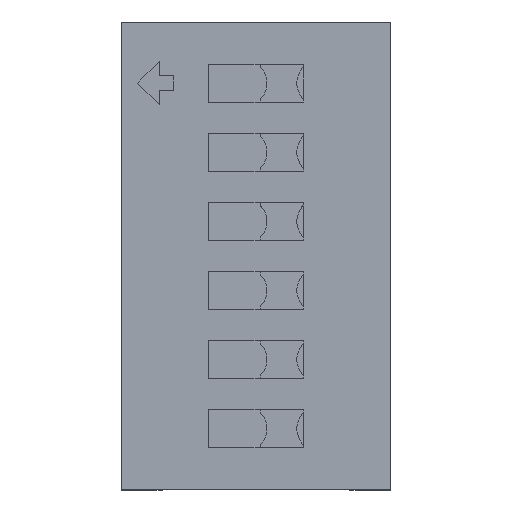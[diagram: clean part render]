
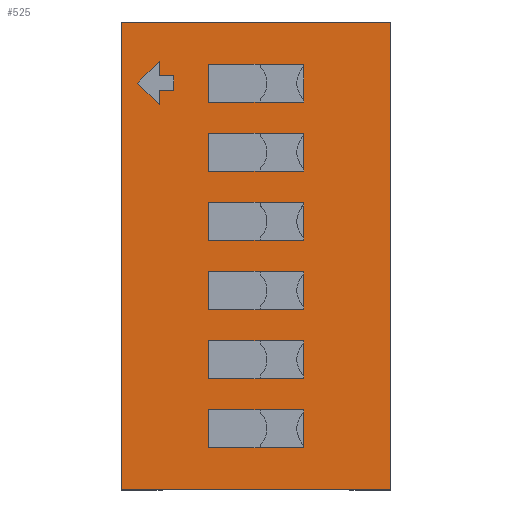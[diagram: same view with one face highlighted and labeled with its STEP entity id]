
A CAD part, top view. The second image highlights one B-rep face of the part: STEP entity #525.
In plain terms, the highlighted planar face has unit normal (0, 0, 1).
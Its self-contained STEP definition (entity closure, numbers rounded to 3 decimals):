
#27=VECTOR('',#28,1.);
#28=DIRECTION('',(-1.,0.,0.));
#46=DIRECTION('',(0.,-1.,0.));
#56=VECTOR('',#46,1.);
#70=DIRECTION('',(0.,0.,-1.));
#76=VERTEX_POINT('',#77);
#77=CARTESIAN_POINT('',(-1.14,2.245,3.));
#80=EDGE_CURVE('',#76,#81,#83,.T.);
#81=VERTEX_POINT('',#82);
#82=CARTESIAN_POINT('',(-1.14,-14.945,3.));
#83=LINE('',#77,#56);
#103=DIRECTION('',(1.,0.,0.));
#113=VECTOR('',#114,1.);
#114=DIRECTION('',(0.,1.,0.));
#120=VECTOR('',#103,1.);
#458=VERTEX_POINT('',#459);
#459=CARTESIAN_POINT('',(8.76,2.245,3.));
#462=EDGE_CURVE('',#458,#76,#463,.T.);
#463=LINE('',#459,#27);
#505=EDGE_CURVE('',#81,#506,#508,.T.);
#506=VERTEX_POINT('',#507);
#507=CARTESIAN_POINT('',(8.76,-14.945,3.));
#508=LINE('',#82,#120);
#525=ADVANCED_FACE('',(#526,#534,#579,#617,#655,#693,#731,#769),#807,.F.);
#526=FACE_BOUND('',#527,.F.);
#527=EDGE_LOOP('',(#528,#531,#532,#533));
#528=ORIENTED_EDGE('',*,*,#529,.F.);
#529=EDGE_CURVE('',#506,#458,#530,.T.);
#530=LINE('',#507,#113);
#531=ORIENTED_EDGE('',*,*,#505,.F.);
#532=ORIENTED_EDGE('',*,*,#80,.F.);
#533=ORIENTED_EDGE('',*,*,#462,.F.);
#534=FACE_BOUND('',#535,.F.);
#535=EDGE_LOOP('',(#536,#543,#550,#555,#562,#569,#574));
#536=ORIENTED_EDGE('',*,*,#537,.T.);
#537=EDGE_CURVE('',#538,#540,#542,.T.);
#538=VERTEX_POINT('',#539);
#539=CARTESIAN_POINT('',(0.793,-0.267,3.));
#540=VERTEX_POINT('',#541);
#541=CARTESIAN_POINT('',(0.793,0.267,3.));
#542=LINE('',#539,#113);
#543=ORIENTED_EDGE('',*,*,#544,.T.);
#544=EDGE_CURVE('',#540,#545,#547,.T.);
#545=VERTEX_POINT('',#546);
#546=CARTESIAN_POINT('',(0.26,0.267,3.));
#547=LINE('',#541,#548);
#548=VECTOR('',#549,1.);
#549=DIRECTION('',(-1.,0.,0.));
#550=ORIENTED_EDGE('',*,*,#551,.T.);
#551=EDGE_CURVE('',#545,#552,#554,.T.);
#552=VERTEX_POINT('',#553);
#553=CARTESIAN_POINT('',(0.26,0.8,3.));
#554=LINE('',#546,#113);
#555=ORIENTED_EDGE('',*,*,#556,.T.);
#556=EDGE_CURVE('',#552,#557,#559,.T.);
#557=VERTEX_POINT('',#558);
#558=CARTESIAN_POINT('',(-0.54,0.,3.));
#559=LINE('',#553,#560);
#560=VECTOR('',#561,1.);
#561=DIRECTION('',(-0.707,-0.707,0.));
#562=ORIENTED_EDGE('',*,*,#563,.T.);
#563=EDGE_CURVE('',#557,#564,#566,.T.);
#564=VERTEX_POINT('',#565);
#565=CARTESIAN_POINT('',(0.26,-0.8,3.));
#566=LINE('',#558,#567);
#567=VECTOR('',#568,1.);
#568=DIRECTION('',(0.707,-0.707,0.));
#569=ORIENTED_EDGE('',*,*,#570,.T.);
#570=EDGE_CURVE('',#564,#571,#573,.T.);
#571=VERTEX_POINT('',#572);
#572=CARTESIAN_POINT('',(0.26,-0.267,3.));
#573=LINE('',#565,#113);
#574=ORIENTED_EDGE('',*,*,#575,.T.);
#575=EDGE_CURVE('',#571,#538,#576,.T.);
#576=LINE('',#572,#577);
#577=VECTOR('',#578,1.);
#578=DIRECTION('',(1.,0.,0.));
#579=FACE_BOUND('',#580,.F.);
#580=EDGE_LOOP('',(#581,#588,#592,#597,#601,#605,#610,#614));
#581=ORIENTED_EDGE('',*,*,#582,.T.);
#582=EDGE_CURVE('',#583,#585,#587,.T.);
#583=VERTEX_POINT('',#584);
#584=CARTESIAN_POINT('',(2.06,-0.7,3.));
#585=VERTEX_POINT('',#586);
#586=CARTESIAN_POINT('',(3.96,-0.7,3.));
#587=LINE('',#584,#120);
#588=ORIENTED_EDGE('',*,*,#589,.T.);
#589=EDGE_CURVE('',#585,#590,#587,.T.);
#590=VERTEX_POINT('',#591);
#591=CARTESIAN_POINT('',(5.56,-0.7,3.));
#592=ORIENTED_EDGE('',*,*,#593,.T.);
#593=EDGE_CURVE('',#590,#594,#596,.T.);
#594=VERTEX_POINT('',#595);
#595=CARTESIAN_POINT('',(5.56,-0.602,3.));
#596=LINE('',#591,#113);
#597=ORIENTED_EDGE('',*,*,#598,.T.);
#598=EDGE_CURVE('',#594,#599,#596,.T.);
#599=VERTEX_POINT('',#600);
#600=CARTESIAN_POINT('',(5.56,0.602,3.));
#601=ORIENTED_EDGE('',*,*,#602,.T.);
#602=EDGE_CURVE('',#599,#603,#596,.T.);
#603=VERTEX_POINT('',#604);
#604=CARTESIAN_POINT('',(5.56,0.7,3.));
#605=ORIENTED_EDGE('',*,*,#606,.T.);
#606=EDGE_CURVE('',#603,#607,#609,.T.);
#607=VERTEX_POINT('',#608);
#608=CARTESIAN_POINT('',(3.96,0.7,3.));
#609=LINE('',#604,#27);
#610=ORIENTED_EDGE('',*,*,#611,.T.);
#611=EDGE_CURVE('',#607,#612,#609,.T.);
#612=VERTEX_POINT('',#613);
#613=CARTESIAN_POINT('',(2.06,0.7,3.));
#614=ORIENTED_EDGE('',*,*,#615,.T.);
#615=EDGE_CURVE('',#612,#583,#616,.T.);
#616=LINE('',#613,#56);
#617=FACE_BOUND('',#618,.F.);
#618=EDGE_LOOP('',(#619,#626,#630,#635,#639,#643,#648,#652));
#619=ORIENTED_EDGE('',*,*,#620,.T.);
#620=EDGE_CURVE('',#621,#623,#625,.T.);
#621=VERTEX_POINT('',#622);
#622=CARTESIAN_POINT('',(2.06,-5.78,3.));
#623=VERTEX_POINT('',#624);
#624=CARTESIAN_POINT('',(3.96,-5.78,3.));
#625=LINE('',#622,#120);
#626=ORIENTED_EDGE('',*,*,#627,.T.);
#627=EDGE_CURVE('',#623,#628,#625,.T.);
#628=VERTEX_POINT('',#629);
#629=CARTESIAN_POINT('',(5.56,-5.78,3.));
#630=ORIENTED_EDGE('',*,*,#631,.T.);
#631=EDGE_CURVE('',#628,#632,#634,.T.);
#632=VERTEX_POINT('',#633);
#633=CARTESIAN_POINT('',(5.56,-5.682,3.));
#634=LINE('',#629,#113);
#635=ORIENTED_EDGE('',*,*,#636,.T.);
#636=EDGE_CURVE('',#632,#637,#634,.T.);
#637=VERTEX_POINT('',#638);
#638=CARTESIAN_POINT('',(5.56,-4.478,3.));
#639=ORIENTED_EDGE('',*,*,#640,.T.);
#640=EDGE_CURVE('',#637,#641,#634,.T.);
#641=VERTEX_POINT('',#642);
#642=CARTESIAN_POINT('',(5.56,-4.38,3.));
#643=ORIENTED_EDGE('',*,*,#644,.T.);
#644=EDGE_CURVE('',#641,#645,#647,.T.);
#645=VERTEX_POINT('',#646);
#646=CARTESIAN_POINT('',(3.96,-4.38,3.));
#647=LINE('',#642,#27);
#648=ORIENTED_EDGE('',*,*,#649,.T.);
#649=EDGE_CURVE('',#645,#650,#647,.T.);
#650=VERTEX_POINT('',#651);
#651=CARTESIAN_POINT('',(2.06,-4.38,3.));
#652=ORIENTED_EDGE('',*,*,#653,.T.);
#653=EDGE_CURVE('',#650,#621,#654,.T.);
#654=LINE('',#651,#56);
#655=FACE_BOUND('',#656,.F.);
#656=EDGE_LOOP('',(#657,#664,#668,#673,#677,#681,#686,#690));
#657=ORIENTED_EDGE('',*,*,#658,.T.);
#658=EDGE_CURVE('',#659,#661,#663,.T.);
#659=VERTEX_POINT('',#660);
#660=CARTESIAN_POINT('',(2.06,-3.24,3.));
#661=VERTEX_POINT('',#662);
#662=CARTESIAN_POINT('',(3.96,-3.24,3.));
#663=LINE('',#660,#120);
#664=ORIENTED_EDGE('',*,*,#665,.T.);
#665=EDGE_CURVE('',#661,#666,#663,.T.);
#666=VERTEX_POINT('',#667);
#667=CARTESIAN_POINT('',(5.56,-3.24,3.));
#668=ORIENTED_EDGE('',*,*,#669,.T.);
#669=EDGE_CURVE('',#666,#670,#672,.T.);
#670=VERTEX_POINT('',#671);
#671=CARTESIAN_POINT('',(5.56,-3.142,3.));
#672=LINE('',#667,#113);
#673=ORIENTED_EDGE('',*,*,#674,.T.);
#674=EDGE_CURVE('',#670,#675,#672,.T.);
#675=VERTEX_POINT('',#676);
#676=CARTESIAN_POINT('',(5.56,-1.938,3.));
#677=ORIENTED_EDGE('',*,*,#678,.T.);
#678=EDGE_CURVE('',#675,#679,#672,.T.);
#679=VERTEX_POINT('',#680);
#680=CARTESIAN_POINT('',(5.56,-1.84,3.));
#681=ORIENTED_EDGE('',*,*,#682,.T.);
#682=EDGE_CURVE('',#679,#683,#685,.T.);
#683=VERTEX_POINT('',#684);
#684=CARTESIAN_POINT('',(3.96,-1.84,3.));
#685=LINE('',#680,#27);
#686=ORIENTED_EDGE('',*,*,#687,.T.);
#687=EDGE_CURVE('',#683,#688,#685,.T.);
#688=VERTEX_POINT('',#689);
#689=CARTESIAN_POINT('',(2.06,-1.84,3.));
#690=ORIENTED_EDGE('',*,*,#691,.T.);
#691=EDGE_CURVE('',#688,#659,#692,.T.);
#692=LINE('',#689,#56);
#693=FACE_BOUND('',#694,.F.);
#694=EDGE_LOOP('',(#695,#702,#706,#710,#715,#719,#724,#729));
#695=ORIENTED_EDGE('',*,*,#696,.T.);
#696=EDGE_CURVE('',#697,#699,#701,.T.);
#697=VERTEX_POINT('',#698);
#698=CARTESIAN_POINT('',(5.56,-13.4,3.));
#699=VERTEX_POINT('',#700);
#700=CARTESIAN_POINT('',(5.56,-13.302,3.));
#701=LINE('',#698,#113);
#702=ORIENTED_EDGE('',*,*,#703,.T.);
#703=EDGE_CURVE('',#699,#704,#701,.T.);
#704=VERTEX_POINT('',#705);
#705=CARTESIAN_POINT('',(5.56,-12.098,3.));
#706=ORIENTED_EDGE('',*,*,#707,.T.);
#707=EDGE_CURVE('',#704,#708,#701,.T.);
#708=VERTEX_POINT('',#709);
#709=CARTESIAN_POINT('',(5.56,-12.,3.));
#710=ORIENTED_EDGE('',*,*,#711,.T.);
#711=EDGE_CURVE('',#708,#712,#714,.T.);
#712=VERTEX_POINT('',#713);
#713=CARTESIAN_POINT('',(3.96,-12.,3.));
#714=LINE('',#709,#27);
#715=ORIENTED_EDGE('',*,*,#716,.T.);
#716=EDGE_CURVE('',#712,#717,#714,.T.);
#717=VERTEX_POINT('',#718);
#718=CARTESIAN_POINT('',(2.06,-12.,3.));
#719=ORIENTED_EDGE('',*,*,#720,.T.);
#720=EDGE_CURVE('',#717,#721,#723,.T.);
#721=VERTEX_POINT('',#722);
#722=CARTESIAN_POINT('',(2.06,-13.4,3.));
#723=LINE('',#718,#56);
#724=ORIENTED_EDGE('',*,*,#725,.T.);
#725=EDGE_CURVE('',#721,#726,#728,.T.);
#726=VERTEX_POINT('',#727);
#727=CARTESIAN_POINT('',(3.96,-13.4,3.));
#728=LINE('',#722,#120);
#729=ORIENTED_EDGE('',*,*,#730,.T.);
#730=EDGE_CURVE('',#726,#697,#728,.T.);
#731=FACE_BOUND('',#732,.F.);
#732=EDGE_LOOP('',(#733,#740,#744,#748,#753,#757,#762,#767));
#733=ORIENTED_EDGE('',*,*,#734,.T.);
#734=EDGE_CURVE('',#735,#737,#739,.T.);
#735=VERTEX_POINT('',#736);
#736=CARTESIAN_POINT('',(5.56,-10.86,3.));
#737=VERTEX_POINT('',#738);
#738=CARTESIAN_POINT('',(5.56,-10.762,3.));
#739=LINE('',#736,#113);
#740=ORIENTED_EDGE('',*,*,#741,.T.);
#741=EDGE_CURVE('',#737,#742,#739,.T.);
#742=VERTEX_POINT('',#743);
#743=CARTESIAN_POINT('',(5.56,-9.558,3.));
#744=ORIENTED_EDGE('',*,*,#745,.T.);
#745=EDGE_CURVE('',#742,#746,#739,.T.);
#746=VERTEX_POINT('',#747);
#747=CARTESIAN_POINT('',(5.56,-9.46,3.));
#748=ORIENTED_EDGE('',*,*,#749,.T.);
#749=EDGE_CURVE('',#746,#750,#752,.T.);
#750=VERTEX_POINT('',#751);
#751=CARTESIAN_POINT('',(3.96,-9.46,3.));
#752=LINE('',#747,#27);
#753=ORIENTED_EDGE('',*,*,#754,.T.);
#754=EDGE_CURVE('',#750,#755,#752,.T.);
#755=VERTEX_POINT('',#756);
#756=CARTESIAN_POINT('',(2.06,-9.46,3.));
#757=ORIENTED_EDGE('',*,*,#758,.T.);
#758=EDGE_CURVE('',#755,#759,#761,.T.);
#759=VERTEX_POINT('',#760);
#760=CARTESIAN_POINT('',(2.06,-10.86,3.));
#761=LINE('',#756,#56);
#762=ORIENTED_EDGE('',*,*,#763,.T.);
#763=EDGE_CURVE('',#759,#764,#766,.T.);
#764=VERTEX_POINT('',#765);
#765=CARTESIAN_POINT('',(3.96,-10.86,3.));
#766=LINE('',#760,#120);
#767=ORIENTED_EDGE('',*,*,#768,.T.);
#768=EDGE_CURVE('',#764,#735,#766,.T.);
#769=FACE_BOUND('',#770,.F.);
#770=EDGE_LOOP('',(#771,#778,#782,#787,#791,#795,#800,#804));
#771=ORIENTED_EDGE('',*,*,#772,.T.);
#772=EDGE_CURVE('',#773,#775,#777,.T.);
#773=VERTEX_POINT('',#774);
#774=CARTESIAN_POINT('',(2.06,-8.32,3.));
#775=VERTEX_POINT('',#776);
#776=CARTESIAN_POINT('',(3.96,-8.32,3.));
#777=LINE('',#774,#120);
#778=ORIENTED_EDGE('',*,*,#779,.T.);
#779=EDGE_CURVE('',#775,#780,#777,.T.);
#780=VERTEX_POINT('',#781);
#781=CARTESIAN_POINT('',(5.56,-8.32,3.));
#782=ORIENTED_EDGE('',*,*,#783,.T.);
#783=EDGE_CURVE('',#780,#784,#786,.T.);
#784=VERTEX_POINT('',#785);
#785=CARTESIAN_POINT('',(5.56,-8.222,3.));
#786=LINE('',#781,#113);
#787=ORIENTED_EDGE('',*,*,#788,.T.);
#788=EDGE_CURVE('',#784,#789,#786,.T.);
#789=VERTEX_POINT('',#790);
#790=CARTESIAN_POINT('',(5.56,-7.018,3.));
#791=ORIENTED_EDGE('',*,*,#792,.T.);
#792=EDGE_CURVE('',#789,#793,#786,.T.);
#793=VERTEX_POINT('',#794);
#794=CARTESIAN_POINT('',(5.56,-6.92,3.));
#795=ORIENTED_EDGE('',*,*,#796,.T.);
#796=EDGE_CURVE('',#793,#797,#799,.T.);
#797=VERTEX_POINT('',#798);
#798=CARTESIAN_POINT('',(3.96,-6.92,3.));
#799=LINE('',#794,#27);
#800=ORIENTED_EDGE('',*,*,#801,.T.);
#801=EDGE_CURVE('',#797,#802,#799,.T.);
#802=VERTEX_POINT('',#803);
#803=CARTESIAN_POINT('',(2.06,-6.92,3.));
#804=ORIENTED_EDGE('',*,*,#805,.T.);
#805=EDGE_CURVE('',#802,#773,#806,.T.);
#806=LINE('',#803,#56);
#807=PLANE('',#808);
#808=AXIS2_PLACEMENT_3D('',#507,#70,#46);
